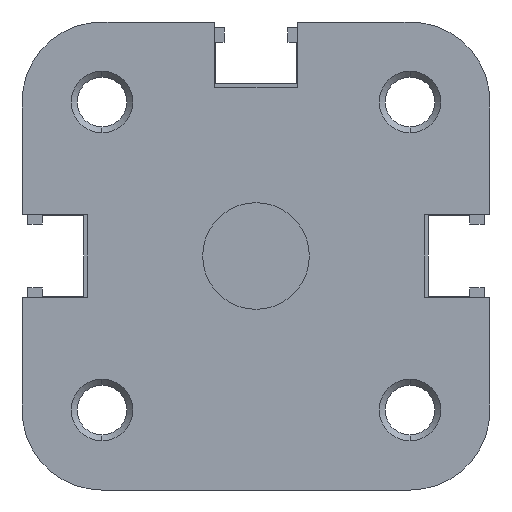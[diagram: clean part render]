
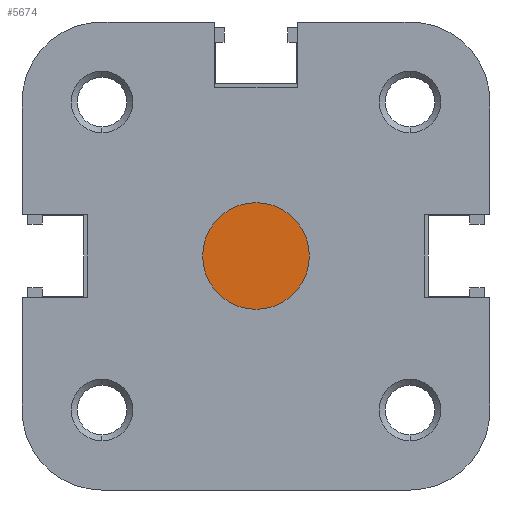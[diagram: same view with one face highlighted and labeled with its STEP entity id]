
A CAD part, left-side view. The second image highlights one B-rep face of the part: STEP entity #5674.
In plain terms, the highlighted planar face has unit normal (-1, 0, 0).
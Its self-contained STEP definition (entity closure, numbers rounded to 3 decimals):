
#751 = EDGE_CURVE ( 'NONE', #1326, #1343, #2453, .T. ) ;
#768 = EDGE_CURVE ( 'NONE', #1343, #1326, #2483, .T. ) ;
#966 = AXIS2_PLACEMENT_3D ( 'NONE', #3777, #3785, #3786 ) ;
#967 = AXIS2_PLACEMENT_3D ( 'NONE', #3736, #3743, #3744 ) ;
#1326 = VERTEX_POINT ( 'NONE', #4012 ) ;
#1343 = VERTEX_POINT ( 'NONE', #4024 ) ;
#2453 = CIRCLE ( 'NONE', #967, 4.5 ) ;
#2483 = CIRCLE ( 'NONE', #966, 4.5 ) ;
#2815 = FACE_OUTER_BOUND ( 'NONE', #4349, .T. ) ;
#3736 = CARTESIAN_POINT ( 'NONE',  ( 2.1, 0., 0. ) ) ;
#3743 = DIRECTION ( 'NONE',  ( -1., 0., 0. ) ) ;
#3744 = DIRECTION ( 'NONE',  ( 0., 0., 1. ) ) ;
#3777 = CARTESIAN_POINT ( 'NONE',  ( 2.1, 0., 0. ) ) ;
#3785 = DIRECTION ( 'NONE',  ( -1., 0., 0. ) ) ;
#3786 = DIRECTION ( 'NONE',  ( 0., 0., 1. ) ) ;
#4012 = CARTESIAN_POINT ( 'NONE',  ( 2.1, 0., -4.5 ) ) ;
#4024 = CARTESIAN_POINT ( 'NONE',  ( 2.1, 0., 4.5 ) ) ;
#4349 = EDGE_LOOP ( 'NONE', ( #5195, #5194 ) ) ;
#5194 = ORIENTED_EDGE ( 'NONE', *, *, #751, .T. ) ;
#5195 = ORIENTED_EDGE ( 'NONE', *, *, #768, .T. ) ;
#5674 = ADVANCED_FACE ( 'NONE', ( #2815 ), #6604, .F. ) ;
#6603 = CARTESIAN_POINT ( 'NONE',  ( 2.1, 0., 0. ) ) ;
#6604 = PLANE ( 'NONE',  #7154 ) ;
#6606 = DIRECTION ( 'NONE',  ( 1., 0., 0. ) ) ;
#6607 = DIRECTION ( 'NONE',  ( 0., 0., -1. ) ) ;
#7154 = AXIS2_PLACEMENT_3D ( 'NONE', #6603, #6606, #6607 ) ;
